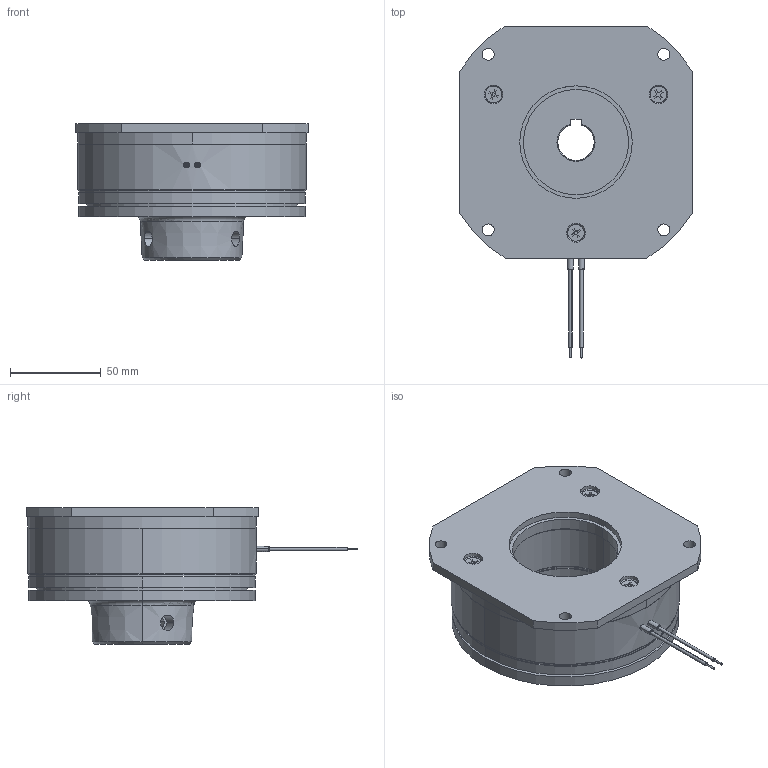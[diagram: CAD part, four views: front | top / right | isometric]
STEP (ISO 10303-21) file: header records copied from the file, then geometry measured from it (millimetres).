
FILE_DESCRIPTION (( 'STEP AP214' ), '1' );
FILE_NAME ('dr_bk_09P1-230_mu.STEP', '2021-11-30T14:06:00', ( '' ), ( '' ), 'SwSTEP 2.0', 'SolidWorks 2019', '' );
FILE_SCHEMA (( 'AUTOMOTIVE_DESIGN' ));
Length unit declared in the file: millimetre
Products named in the file (10): 10068853_000_Montagezustand; 10069034_000; dr_bk_09P1-230_mu; 10069455_000; 10069033_000; 10069032_000; 10069457_000_M 10 x 10; 10068976_000; 10069454_000; 10068848_000_eingebaut in 09.P1.010-0009 Ankerteil
Assembly tree (20 placements, depth 4):
  dr_bk_09P1-230_mu
    10068976_000
    10069454_000
      10069455_000
      10069033_000
        10069032_000
        10069034_000
        10068848_000_eingebaut in 09.P1.010-0009 Ankerteil  x3
        10068853_000_Montagezustand  x3
      10069457_000_M 10 x 10  x2
      10068853_000_Montagezustand  x3
      10068848_000_eingebaut in 09.P1.010-0009 Ankerteil  x3
Bounding box: 128 x 183 x 75.5 mm (x, y, z)
Volume: 557037 mm3; surface area: 121971.8 mm2
Topology: 20 solids, 20 shells, 687 faces, 1713 edges, 1086 vertices
Faces by surface type: plane 224, cylinder 181, bspline 132, cone 114, torus 24, sphere 12
Entity records: 27007 total; most frequent: CARTESIAN_POINT 12123, ORIENTED_EDGE 2798, DIRECTION 2271, EDGE_CURVE 1399, VERTEX_POINT 907, AXIS2_PLACEMENT_3D 808, LINE 655, VECTOR 655
